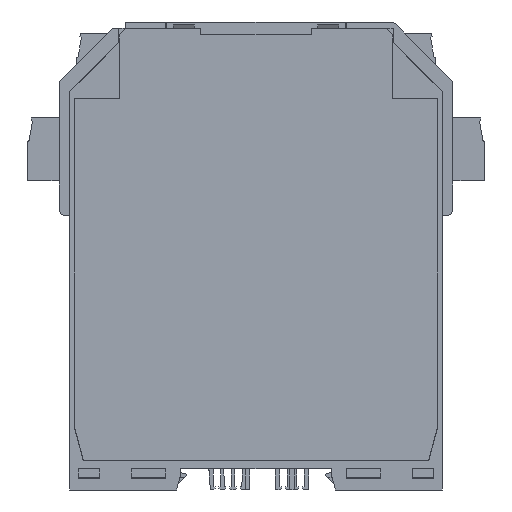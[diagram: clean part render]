
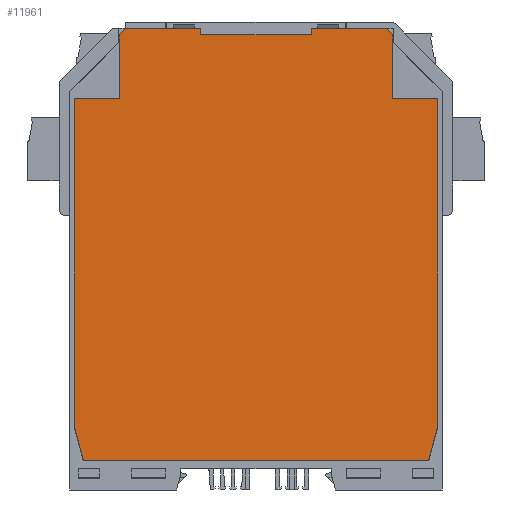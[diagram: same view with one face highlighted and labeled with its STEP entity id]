
A CAD part, left-side view. The second image highlights one B-rep face of the part: STEP entity #11961.
In plain terms, the highlighted face is planar.
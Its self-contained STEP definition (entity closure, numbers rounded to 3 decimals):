
#219=DIRECTION('',(-1.,0.,0.));
#220=VECTOR('',#219,17.7);
#221=CARTESIAN_POINT('',(-13.,9.7,-101.5));
#222=LINE('',#221,#220);
#303=DIRECTION('',(0.,0.,-1.));
#304=VECTOR('',#303,1.5);
#305=CARTESIAN_POINT('',(-13.,9.7,-100.));
#306=LINE('',#305,#304);
#335=DIRECTION('',(-1.,0.,0.));
#336=VECTOR('',#335,17.7);
#337=CARTESIAN_POINT('',(30.7,9.7,-101.5));
#338=LINE('',#337,#336);
#2582=DIRECTION('',(0.,0.,1.));
#2583=VECTOR('',#2582,1.8);
#2584=CARTESIAN_POINT('',(-32.2,9.7,-100.));
#2585=LINE('',#2584,#2583);
#2656=DIRECTION('',(-0.259,0.,0.966));
#2657=VECTOR('',#2656,8.282);
#2658=CARTESIAN_POINT('',(42.7,9.7,-8.));
#2659=LINE('',#2658,#2657);
#2660=DIRECTION('',(-0.259,0.,-0.966));
#2661=VECTOR('',#2660,8.282);
#2662=CARTESIAN_POINT('',(-40.556,9.7,0.));
#2663=LINE('',#2662,#2661);
#2664=DIRECTION('',(0.707,0.,-0.707));
#2665=VECTOR('',#2664,2.121);
#2666=CARTESIAN_POINT('',(-32.2,9.7,-100.));
#2667=LINE('',#2666,#2665);
#2668=DIRECTION('',(1.,0.,0.));
#2669=VECTOR('',#2668,26.);
#2670=CARTESIAN_POINT('',(-13.,9.7,-100.));
#2671=LINE('',#2670,#2669);
#2672=DIRECTION('',(0.,0.,-1.));
#2673=VECTOR('',#2672,1.5);
#2674=CARTESIAN_POINT('',(13.,9.7,-100.));
#2675=LINE('',#2674,#2673);
#2676=DIRECTION('',(0.707,0.,0.707));
#2677=VECTOR('',#2676,2.121);
#2678=CARTESIAN_POINT('',(30.7,9.7,-101.5));
#2679=LINE('',#2678,#2677);
#2680=DIRECTION('',(0.707,0.,0.707));
#2681=VECTOR('',#2680,0.212);
#2682=CARTESIAN_POINT('',(32.05,9.7,-98.35));
#2683=LINE('',#2682,#2681);
#2696=DIRECTION('',(0.,0.,-1.));
#2697=VECTOR('',#2696,1.8);
#2698=CARTESIAN_POINT('',(32.2,9.7,-98.2));
#2699=LINE('',#2698,#2697);
#4438=DIRECTION('',(-0.707,0.,0.707));
#4439=VECTOR('',#4438,0.212);
#4440=CARTESIAN_POINT('',(-32.05,9.7,-98.35));
#4441=LINE('',#4440,#4439);
#4450=DIRECTION('',(0.,0.,1.));
#4451=VECTOR('',#4450,13.4);
#4452=CARTESIAN_POINT('',(-32.05,9.7,-98.35));
#4453=LINE('',#4452,#4451);
#4466=DIRECTION('',(-1.,0.,0.));
#4467=VECTOR('',#4466,10.65);
#4468=CARTESIAN_POINT('',(-32.05,9.7,-84.95));
#4469=LINE('',#4468,#4467);
#4482=DIRECTION('',(0.,0.,1.));
#4483=VECTOR('',#4482,76.95);
#4484=CARTESIAN_POINT('',(-42.7,9.7,-84.95));
#4485=LINE('',#4484,#4483);
#4506=DIRECTION('',(-1.,0.,0.));
#4507=VECTOR('',#4506,81.113);
#4508=CARTESIAN_POINT('',(40.556,9.7,0.));
#4509=LINE('',#4508,#4507);
#4550=DIRECTION('',(0.,0.,-1.));
#4551=VECTOR('',#4550,76.95);
#4552=CARTESIAN_POINT('',(42.7,9.7,-8.));
#4553=LINE('',#4552,#4551);
#4554=DIRECTION('',(1.,0.,0.));
#4555=VECTOR('',#4554,10.65);
#4556=CARTESIAN_POINT('',(32.05,9.7,-84.95));
#4557=LINE('',#4556,#4555);
#4570=DIRECTION('',(0.,0.,-1.));
#4571=VECTOR('',#4570,13.4);
#4572=CARTESIAN_POINT('',(32.05,9.7,-84.95));
#4573=LINE('',#4572,#4571);
#6162=CARTESIAN_POINT('',(13.,9.7,-100.));
#6163=CARTESIAN_POINT('',(13.,9.7,-101.5));
#6164=VERTEX_POINT('',#6162);
#6165=VERTEX_POINT('',#6163);
#6166=CARTESIAN_POINT('',(30.7,9.7,-101.5));
#6167=VERTEX_POINT('',#6166);
#6168=CARTESIAN_POINT('',(32.2,9.7,-100.));
#6169=VERTEX_POINT('',#6168);
#6170=CARTESIAN_POINT('',(-32.2,9.7,-100.));
#6171=CARTESIAN_POINT('',(-30.7,9.7,-101.5));
#6172=VERTEX_POINT('',#6170);
#6173=VERTEX_POINT('',#6171);
#6174=CARTESIAN_POINT('',(-13.,9.7,-101.5));
#6175=VERTEX_POINT('',#6174);
#6176=CARTESIAN_POINT('',(-13.,9.7,-100.));
#6177=VERTEX_POINT('',#6176);
#6226=CARTESIAN_POINT('',(32.05,9.7,-98.35));
#6227=CARTESIAN_POINT('',(32.2,9.7,-98.2));
#6228=VERTEX_POINT('',#6226);
#6229=VERTEX_POINT('',#6227);
#6254=CARTESIAN_POINT('',(-32.05,9.7,-84.95));
#6255=CARTESIAN_POINT('',(-42.7,9.7,-84.95));
#6256=VERTEX_POINT('',#6254);
#6257=VERTEX_POINT('',#6255);
#6258=CARTESIAN_POINT('',(-32.05,9.7,-98.35));
#6259=VERTEX_POINT('',#6258);
#6260=CARTESIAN_POINT('',(-32.2,9.7,-98.2));
#6261=VERTEX_POINT('',#6260);
#6262=CARTESIAN_POINT('',(40.556,9.7,0.));
#6263=CARTESIAN_POINT('',(-40.556,9.7,0.));
#6264=VERTEX_POINT('',#6262);
#6265=VERTEX_POINT('',#6263);
#6266=CARTESIAN_POINT('',(32.05,9.7,-84.95));
#6267=CARTESIAN_POINT('',(42.7,9.7,-84.95));
#6268=VERTEX_POINT('',#6266);
#6269=VERTEX_POINT('',#6267);
#6270=CARTESIAN_POINT('',(42.7,9.7,-8.));
#6271=VERTEX_POINT('',#6270);
#6272=CARTESIAN_POINT('',(-42.7,9.7,-8.));
#6273=VERTEX_POINT('',#6272);
#11921=CARTESIAN_POINT('',(0.,9.7,0.));
#11922=DIRECTION('',(0.,-1.,0.));
#11923=DIRECTION('',(-1.,0.,0.));
#11924=AXIS2_PLACEMENT_3D('',#11921,#11922,#11923);
#11925=PLANE('',#11924);
#11927=ORIENTED_EDGE('',*,*,#11926,.F.);
#11929=ORIENTED_EDGE('',*,*,#11928,.F.);
#11931=ORIENTED_EDGE('',*,*,#11930,.T.);
#11933=ORIENTED_EDGE('',*,*,#11932,.F.);
#11935=ORIENTED_EDGE('',*,*,#11934,.T.);
#11937=ORIENTED_EDGE('',*,*,#11936,.T.);
#11939=ORIENTED_EDGE('',*,*,#11938,.T.);
#11941=ORIENTED_EDGE('',*,*,#11940,.F.);
#11943=ORIENTED_EDGE('',*,*,#11942,.F.);
#11945=ORIENTED_EDGE('',*,*,#11944,.F.);
#11947=ORIENTED_EDGE('',*,*,#11946,.T.);
#11948=ORIENTED_EDGE('',*,*,#11735,.F.);
#11949=ORIENTED_EDGE('',*,*,#11758,.T.);
#11950=ORIENTED_EDGE('',*,*,#7310,.F.);
#11951=ORIENTED_EDGE('',*,*,#7396,.F.);
#11952=ORIENTED_EDGE('',*,*,#7418,.T.);
#11953=ORIENTED_EDGE('',*,*,#7440,.T.);
#11954=ORIENTED_EDGE('',*,*,#7466,.F.);
#11956=ORIENTED_EDGE('',*,*,#11955,.T.);
#11958=ORIENTED_EDGE('',*,*,#11957,.F.);
#11959=EDGE_LOOP('',(#11927,#11929,#11931,#11933,#11935,#11937,#11939,#11941,
#11943,#11945,#11947,#11948,#11949,#11950,#11951,#11952,#11953,#11954,#11956,
#11958));
#11960=FACE_OUTER_BOUND('',#11959,.F.);
#11961=ADVANCED_FACE('',(#11960),#11925,.F.);
#7310=EDGE_CURVE('',#6175,#6173,#222,.T.);
#7396=EDGE_CURVE('',#6177,#6175,#306,.T.);
#7418=EDGE_CURVE('',#6177,#6164,#2671,.T.);
#7440=EDGE_CURVE('',#6164,#6165,#2675,.T.);
#7466=EDGE_CURVE('',#6167,#6165,#338,.T.);
#11735=EDGE_CURVE('',#6172,#6261,#2585,.T.);
#11758=EDGE_CURVE('',#6172,#6173,#2667,.T.);
#11926=EDGE_CURVE('',#6228,#6229,#2683,.T.);
#11928=EDGE_CURVE('',#6268,#6228,#4573,.T.);
#11930=EDGE_CURVE('',#6268,#6269,#4557,.T.);
#11932=EDGE_CURVE('',#6271,#6269,#4553,.T.);
#11934=EDGE_CURVE('',#6271,#6264,#2659,.T.);
#11936=EDGE_CURVE('',#6264,#6265,#4509,.T.);
#11938=EDGE_CURVE('',#6265,#6273,#2663,.T.);
#11940=EDGE_CURVE('',#6257,#6273,#4485,.T.);
#11942=EDGE_CURVE('',#6256,#6257,#4469,.T.);
#11944=EDGE_CURVE('',#6259,#6256,#4453,.T.);
#11946=EDGE_CURVE('',#6259,#6261,#4441,.T.);
#11955=EDGE_CURVE('',#6167,#6169,#2679,.T.);
#11957=EDGE_CURVE('',#6229,#6169,#2699,.T.);
